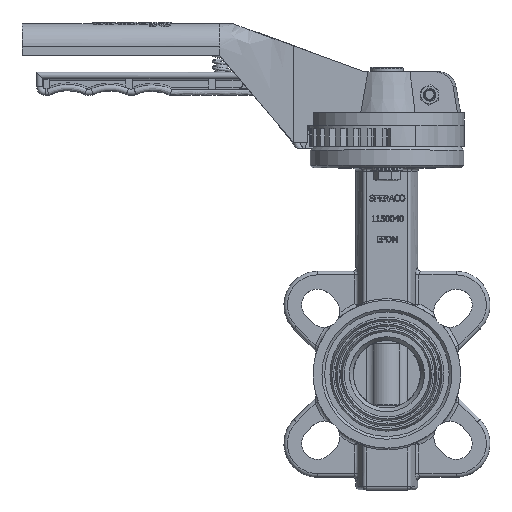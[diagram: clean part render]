
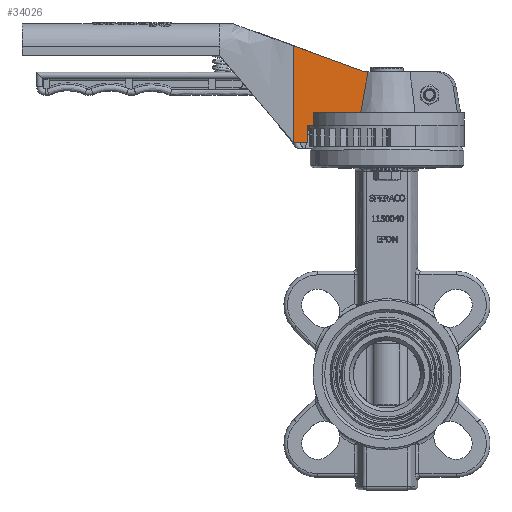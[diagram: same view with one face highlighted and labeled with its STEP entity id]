
A CAD part, top view. The second image highlights one B-rep face of the part: STEP entity #34026.
In plain terms, the highlighted planar face has unit normal (0, 0.016, 1).
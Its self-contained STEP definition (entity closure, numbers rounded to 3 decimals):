
#115=(
BOUNDED_CURVE()
B_SPLINE_CURVE(2,(#65953,#65954,#65955),.UNSPECIFIED.,.F.,.F.)
B_SPLINE_CURVE_WITH_KNOTS((3,3),(2.066,4.333),
 .UNSPECIFIED.)
CURVE()
GEOMETRIC_REPRESENTATION_ITEM()
RATIONAL_B_SPLINE_CURVE((1.021,1.026,1.016))
REPRESENTATION_ITEM('')
);
#237=ELLIPSE('',#36551,2767.306,43.451);
#5261=FACE_OUTER_BOUND('',#7496,.T.);
#7496=EDGE_LOOP('',(#28897,#28898,#28899,#28900,#28901,#28902,#28903,#28904,
#28905,#28906));
#10059=LINE('',#65920,#12718);
#10064=LINE('',#65937,#12723);
#10069=LINE('',#65967,#12728);
#10091=LINE('',#66073,#12750);
#10092=LINE('',#66080,#12751);
#10093=LINE('',#66081,#12752);
#10094=LINE('',#66082,#12753);
#10095=LINE('',#66083,#12754);
#12718=VECTOR('',#43490,3.211);
#12723=VECTOR('',#43507,26.645);
#12728=VECTOR('',#43522,1.814);
#12750=VECTOR('',#43578,0.974);
#12751=VECTOR('',#43585,8.);
#12752=VECTOR('',#43586,10.001);
#12753=VECTOR('',#43587,41.531);
#12754=VECTOR('',#43588,54.211);
#15893=VERTEX_POINT('',#65917);
#15894=VERTEX_POINT('',#65919);
#15896=VERTEX_POINT('',#65925);
#15900=VERTEX_POINT('',#65935);
#15903=VERTEX_POINT('',#65950);
#15907=VERTEX_POINT('',#65965);
#15930=VERTEX_POINT('',#66071);
#15931=VERTEX_POINT('',#66072);
#15933=VERTEX_POINT('',#66078);
#15934=VERTEX_POINT('',#66079);
#20348=EDGE_CURVE('',#15894,#15893,#10059,.T.);
#20352=EDGE_CURVE('',#15896,#15893,#237,.T.);
#20357=EDGE_CURVE('',#15900,#15896,#10064,.T.);
#20362=EDGE_CURVE('',#15903,#15900,#115,.T.);
#20368=EDGE_CURVE('',#15903,#15907,#10069,.T.);
#20403=EDGE_CURVE('',#15930,#15931,#10091,.T.);
#20406=EDGE_CURVE('',#15933,#15934,#10092,.T.);
#20407=EDGE_CURVE('',#15933,#15894,#10093,.T.);
#20408=EDGE_CURVE('',#15907,#15930,#10094,.T.);
#20409=EDGE_CURVE('',#15931,#15934,#10095,.T.);
#28897=ORIENTED_EDGE('',*,*,#20406,.F.);
#28898=ORIENTED_EDGE('',*,*,#20407,.T.);
#28899=ORIENTED_EDGE('',*,*,#20348,.T.);
#28900=ORIENTED_EDGE('',*,*,#20352,.F.);
#28901=ORIENTED_EDGE('',*,*,#20357,.F.);
#28902=ORIENTED_EDGE('',*,*,#20362,.F.);
#28903=ORIENTED_EDGE('',*,*,#20368,.T.);
#28904=ORIENTED_EDGE('',*,*,#20408,.T.);
#28905=ORIENTED_EDGE('',*,*,#20403,.T.);
#28906=ORIENTED_EDGE('',*,*,#20409,.T.);
#32001=PLANE('',#36579);
#34026=ADVANCED_FACE('',(#5261),#32001,.F.);
#36551=AXIS2_PLACEMENT_3D('',#65927,#43497,#43498);
#36579=AXIS2_PLACEMENT_3D('',#66077,#43583,#43584);
#43490=DIRECTION('',(1.,0.,0.));
#43497=DIRECTION('center_axis',(0.,0.016,
1.));
#43498=DIRECTION('ref_axis',(0.,-1.,0.016));
#43507=DIRECTION('',(-1.,0.,0.));
#43522=DIRECTION('',(-1.,0.,0.));
#43578=DIRECTION('',(-1.,0.,0.));
#43583=DIRECTION('center_axis',(0.,-0.016,-1.));
#43584=DIRECTION('ref_axis',(0.,1.,-0.016));
#43585=DIRECTION('',(-1.,0.,0.));
#43586=DIRECTION('',(0.,1.,-0.016));
#43587=DIRECTION('',(-0.94,0.342,-0.005));
#43588=DIRECTION('',(0.,-1.,0.016));
#65917=CARTESIAN_POINT('',(-41.289,0.,13.693));
#65919=CARTESIAN_POINT('',(-44.5,0.,13.693));
#65920=CARTESIAN_POINT('',(0.,0.,13.693));
#65925=CARTESIAN_POINT('',(-41.325,7.,13.583));
#65927=CARTESIAN_POINT('Origin',(-0.049,870.526,0.016));
#65935=CARTESIAN_POINT('',(-14.68,7.,13.583));
#65937=CARTESIAN_POINT('',(-43.5,7.,13.583));
#65950=CARTESIAN_POINT('',(-10.686,30.,13.222));
#65953=CARTESIAN_POINT('Ctrl Pts',(-10.686,30.,13.222));
#65954=CARTESIAN_POINT('Ctrl Pts',(-12.508,20.311,13.374));
#65955=CARTESIAN_POINT('Ctrl Pts',(-14.68,7.,13.583));
#65965=CARTESIAN_POINT('',(-12.5,30.,13.222));
#65967=CARTESIAN_POINT('',(0.,30.,13.222));
#66071=CARTESIAN_POINT('',(-51.526,44.204,12.998));
#66072=CARTESIAN_POINT('',(-52.5,44.204,12.998));
#66073=CARTESIAN_POINT('',(0.,44.204,12.998));
#66077=CARTESIAN_POINT('Origin',(0.,44.204,12.998));
#66078=CARTESIAN_POINT('',(-44.5,-10.,13.85));
#66079=CARTESIAN_POINT('',(-52.5,-10.,13.85));
#66080=CARTESIAN_POINT('',(0.,-10.,13.85));
#66081=CARTESIAN_POINT('',(-44.5,44.204,12.998));
#66082=CARTESIAN_POINT('',(-6.029,27.645,13.259));
#66083=CARTESIAN_POINT('',(-52.5,44.204,12.998));
